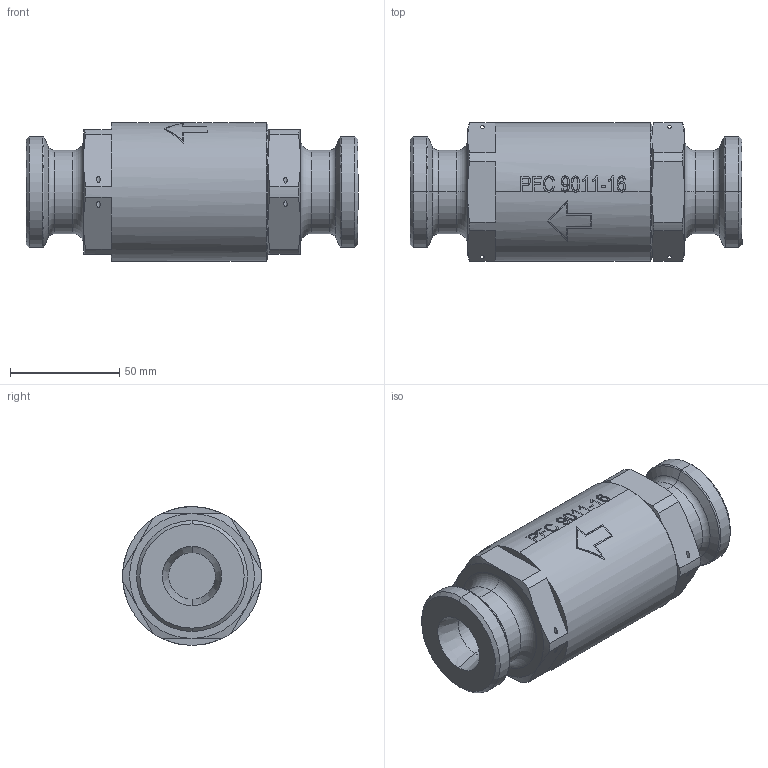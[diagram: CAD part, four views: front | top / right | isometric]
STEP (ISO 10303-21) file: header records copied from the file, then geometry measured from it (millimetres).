
FILE_DESCRIPTION (( 'STEP AP214' ), '1' );
FILE_NAME ('09011016_GRAYLOC_HUB(GG).STEP', '2015-06-29T22:57:31', ( '' ), ( '' ), 'SwSTEP 2.0', 'SolidWorks 2015', '' );
FILE_SCHEMA (( 'AUTOMOTIVE_DESIGN' ));
Length unit declared in the file: millimetre
Products named in the file (3): 09011016_GRAYLOC_HUB(GG); 09011167_STEP(ADAPTER); 09011162_STEP(BODY)
Assembly tree (2 placements, depth 2):
  09011016_GRAYLOC_HUB(GG)
    09011162_STEP(BODY)
    09011167_STEP(ADAPTER)
Bounding box: 151.93 x 63.5 x 63.5 mm (x, y, z)
Volume: 344030 mm3; surface area: 54317.6 mm2
Topology: 2 solids, 2 shells, 245 faces, 613 edges, 384 vertices
Faces by surface type: plane 83, bspline 54, cylinder 52, cone 38, torus 18
Entity records: 10675 total; most frequent: CARTESIAN_POINT 5113, ORIENTED_EDGE 1226, DIRECTION 1007, EDGE_CURVE 613, VERTEX_POINT 384, AXIS2_PLACEMENT_3D 382, EDGE_LOOP 267, ADVANCED_FACE 245
